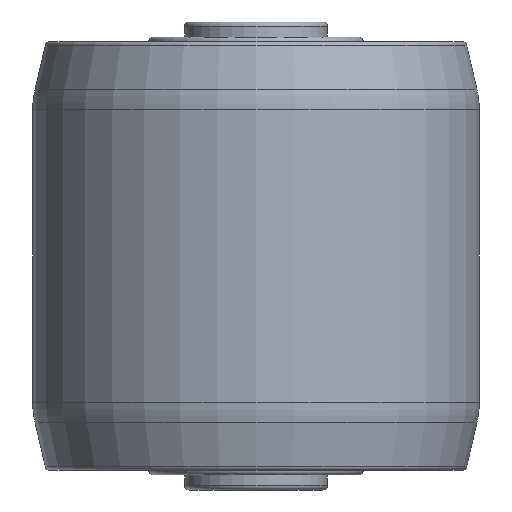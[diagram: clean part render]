
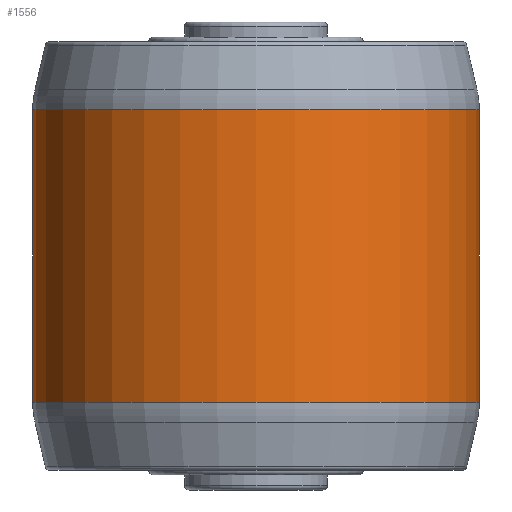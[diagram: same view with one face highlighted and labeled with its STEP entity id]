
A CAD part, front view. The second image highlights one B-rep face of the part: STEP entity #1556.
In plain terms, the highlighted cylindrical face has radius 25 mm (diameter 50 mm), a partial arc.
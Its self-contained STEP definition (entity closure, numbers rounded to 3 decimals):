
#37 = EDGE_CURVE ( 'NONE', #109, #632, #263, .T. ) ;
#59 = DIRECTION ( 'NONE',  ( 0., 0., 1. ) ) ;
#97 = CARTESIAN_POINT ( 'NONE',  ( 25., 0., 9.839 ) ) ;
#99 = AXIS2_PLACEMENT_3D ( 'NONE', #688, #59, #452 ) ;
#109 = VERTEX_POINT ( 'NONE', #97 ) ;
#178 = VECTOR ( 'NONE', #1091, 1000. ) ;
#263 = LINE ( 'NONE', #1092, #1195 ) ;
#280 = VERTEX_POINT ( 'NONE', #1426 ) ;
#282 = DIRECTION ( 'NONE',  ( 0., 0., 1. ) ) ;
#298 = EDGE_CURVE ( 'NONE', #1551, #109, #766, .T. ) ;
#321 = CARTESIAN_POINT ( 'NONE',  ( -25., 0., 9.839 ) ) ;
#346 = EDGE_CURVE ( 'NONE', #280, #632, #418, .T. ) ;
#375 = FACE_OUTER_BOUND ( 'NONE', #802, .T. ) ;
#418 = CIRCLE ( 'NONE', #99, 25. ) ;
#419 = CARTESIAN_POINT ( 'NONE',  ( 0., 0., 9.839 ) ) ;
#452 = DIRECTION ( 'NONE',  ( 1., 0., 0. ) ) ;
#455 = CARTESIAN_POINT ( 'NONE',  ( 25., 0., 42.561 ) ) ;
#457 = DIRECTION ( 'NONE',  ( 0., 0., 1. ) ) ;
#466 = DIRECTION ( 'NONE',  ( 0., 0., 1. ) ) ;
#497 = LINE ( 'NONE', #1348, #178 ) ;
#569 = CARTESIAN_POINT ( 'NONE',  ( 0., 0., 0. ) ) ;
#632 = VERTEX_POINT ( 'NONE', #455 ) ;
#688 = CARTESIAN_POINT ( 'NONE',  ( 0., 0., 42.561 ) ) ;
#698 = DIRECTION ( 'NONE',  ( 1., 0., 0. ) ) ;
#766 = CIRCLE ( 'NONE', #1218, 25. ) ;
#802 = EDGE_LOOP ( 'NONE', ( #1231, #954, #1080, #1385 ) ) ;
#833 = EDGE_CURVE ( 'NONE', #1551, #280, #497, .T. ) ;
#954 = ORIENTED_EDGE ( 'NONE', *, *, #298, .T. ) ;
#1035 = DIRECTION ( 'NONE',  ( 1., 0., 0. ) ) ;
#1080 = ORIENTED_EDGE ( 'NONE', *, *, #37, .T. ) ;
#1091 = DIRECTION ( 'NONE',  ( 0., 0., 1. ) ) ;
#1092 = CARTESIAN_POINT ( 'NONE',  ( 25., 0., 0. ) ) ;
#1181 = AXIS2_PLACEMENT_3D ( 'NONE', #569, #457, #698 ) ;
#1195 = VECTOR ( 'NONE', #466, 1000. ) ;
#1218 = AXIS2_PLACEMENT_3D ( 'NONE', #419, #282, #1035 ) ;
#1231 = ORIENTED_EDGE ( 'NONE', *, *, #833, .F. ) ;
#1348 = CARTESIAN_POINT ( 'NONE',  ( -25., 0., 0. ) ) ;
#1385 = ORIENTED_EDGE ( 'NONE', *, *, #346, .F. ) ;
#1426 = CARTESIAN_POINT ( 'NONE',  ( -25., 0., 42.561 ) ) ;
#1438 = CYLINDRICAL_SURFACE ( 'NONE', #1181, 25. ) ;
#1551 = VERTEX_POINT ( 'NONE', #321 ) ;
#1556 = ADVANCED_FACE ( 'NONE', ( #375 ), #1438, .T. ) ;
